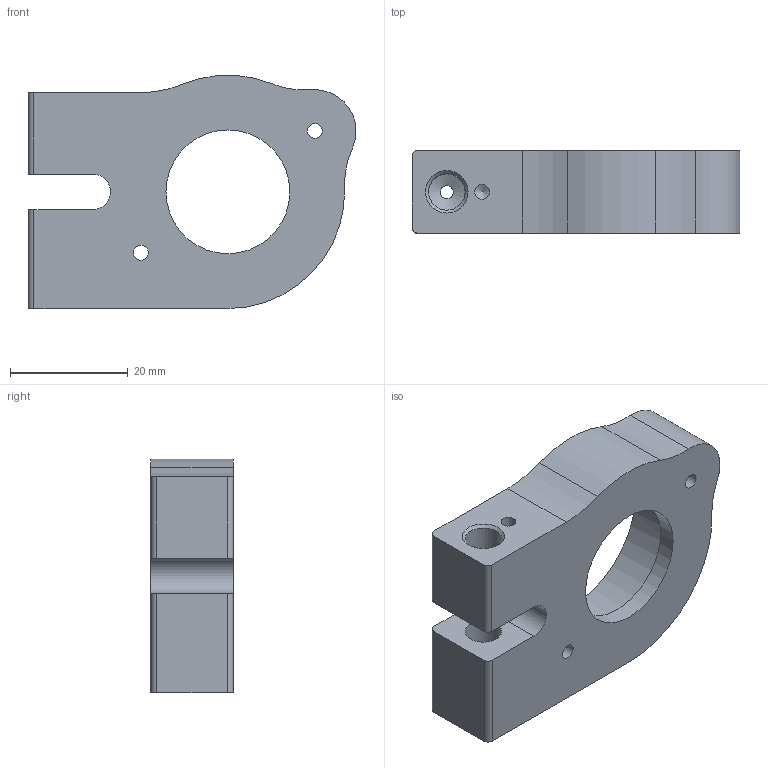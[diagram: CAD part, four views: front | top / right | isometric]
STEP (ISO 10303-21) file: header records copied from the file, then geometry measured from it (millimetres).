
FILE_DESCRIPTION(/* description */ (''),/* implementation_level */ '2;1');
FILE_NAME(/* name */ '87884FAUTEUILARCHIEversionusineev1 modif.step',/* time_stamp */ '2024-08-08T13:35:05+02:00',/* author */ (''),/* organization */ (''),/* preprocessor_version */ 'ST-DEVELOPER v20',/* originating_system */ 'Autodesk Translation Framework v13.14.0.145',/* authorisation */ '');
FILE_SCHEMA (('AUTOMOTIVE_DESIGN { 1 0 10303 214 3 1 1 }'));
Length unit declared in the file: millimetre
Products named in the file (1): FAUTEUIL ARCHIE-version usinee
Bounding box: 55.62 x 14 x 39.55 mm (x, y, z)
Volume: 15384.7 mm3; surface area: 7846 mm2
Topology: 1 solids, 1 shells, 39 faces, 105 edges, 69 vertices
Faces by surface type: cylinder 21, plane 15, cone 3
Full cylindrical faces by diameter (mm): 2.214 x1, 2.529 x3, 6.2 x2, 21 x1, 31 x1
Entity records: 1298 total; most frequent: DIRECTION 232, CARTESIAN_POINT 213, ORIENTED_EDGE 208, EDGE_CURVE 104, AXIS2_PLACEMENT_3D 88, VERTEX_POINT 69, LINE 56, VECTOR 56
